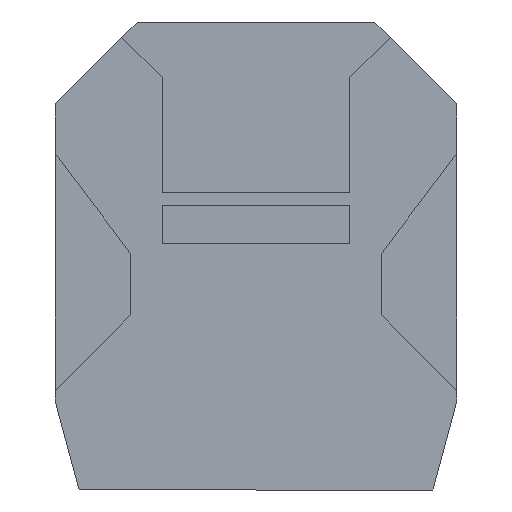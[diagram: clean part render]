
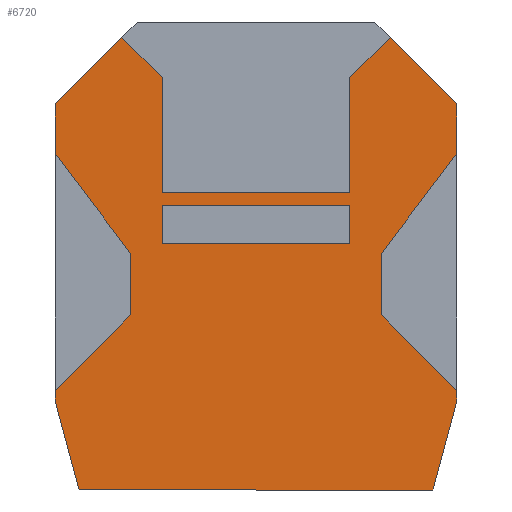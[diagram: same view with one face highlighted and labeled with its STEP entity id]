
A CAD part, left-side view. The second image highlights one B-rep face of the part: STEP entity #6720.
In plain terms, the highlighted face is planar.
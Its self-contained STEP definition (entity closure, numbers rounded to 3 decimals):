
#890=CARTESIAN_POINT('',(8.5,14.6,0.));
#900=VERTEX_POINT('',#890);
#930=CARTESIAN_POINT('',(4.623,0.129,0.));
#940=DIRECTION('',(-0.259,-0.966,0.));
#950=VECTOR('',#940,1.);
#960=LINE('',#930,#950);
#970=CARTESIAN_POINT('',(5.419,3.1,0.));
#980=VERTEX_POINT('',#970);
#990=EDGE_CURVE('',#900,#980,#960,.T.);
#1270=CARTESIAN_POINT('',(-5.35,40.,0.));
#1280=VERTEX_POINT('',#1270);
#1450=CARTESIAN_POINT('',(-5.35,35.,0.));
#1460=VERTEX_POINT('',#1450);
#1490=CARTESIAN_POINT('',(-5.35,0.129,0.));
#1500=DIRECTION('',(0.,-1.,0.));
#1510=VECTOR('',#1500,1.);
#1520=LINE('',#1490,#1510);
#1530=EDGE_CURVE('',#1280,#1460,#1520,.T.);
#1710=CARTESIAN_POINT('',(-46.529,3.1,0.));
#1720=DIRECTION('',(-1.,0.,0.));
#1730=VECTOR('',#1720,1.);
#1740=LINE('',#1710,#1730);
#1750=CARTESIAN_POINT('',(-40.419,3.1,0.));
#1760=VERTEX_POINT('',#1750);
#1770=EDGE_CURVE('',#980,#1760,#1740,.T.);
#2050=CARTESIAN_POINT('',(-29.65,35.,0.));
#2060=VERTEX_POINT('',#2050);
#2230=CARTESIAN_POINT('',(-29.65,40.,0.));
#2240=VERTEX_POINT('',#2230);
#2270=CARTESIAN_POINT('',(-29.65,0.129,0.));
#2280=DIRECTION('',(0.,1.,0.));
#2290=VECTOR('',#2280,1.);
#2300=LINE('',#2270,#2290);
#2310=EDGE_CURVE('',#2060,#2240,#2300,.T.);
#2490=CARTESIAN_POINT('',(-39.623,0.129,0.));
#2500=DIRECTION('',(-0.259,0.966,0.));
#2510=VECTOR('',#2500,1.);
#2520=LINE('',#2490,#2510);
#2530=CARTESIAN_POINT('',(-43.5,14.6,0.));
#2540=VERTEX_POINT('',#2530);
#2550=EDGE_CURVE('',#1760,#2540,#2520,.T.);
#2800=CARTESIAN_POINT('',(-43.5,0.129,0.));
#2810=DIRECTION('',(0.,1.,0.));
#2820=VECTOR('',#2810,1.);
#2830=LINE('',#2800,#2820);
#2840=CARTESIAN_POINT('',(-43.5,16.014,0.));
#2850=VERTEX_POINT('',#2840);
#2860=EDGE_CURVE('',#2540,#2850,#2830,.T.);
#3080=CARTESIAN_POINT('',(-43.5,46.686,0.));
#3090=VERTEX_POINT('',#3080);
#3120=CARTESIAN_POINT('',(-43.5,53.1,0.));
#3130=VERTEX_POINT('',#3120);
#3140=EDGE_CURVE('',#3090,#3130,#2830,.T.);
#3480=CARTESIAN_POINT('',(-46.529,50.071,0.));
#3490=DIRECTION('',(0.707,0.707,0.));
#3500=VECTOR('',#3490,1.);
#3510=LINE('',#3480,#3500);
#3520=CARTESIAN_POINT('',(-34.873,61.727,0.));
#3530=VERTEX_POINT('',#3520);
#3540=EDGE_CURVE('',#3130,#3530,#3510,.T.);
#3930=CARTESIAN_POINT('',(-46.529,35.,0.));
#3940=DIRECTION('',(-1.,0.,0.));
#3950=VECTOR('',#3940,1.);
#3960=LINE('',#3930,#3950);
#3970=EDGE_CURVE('',#1460,#2060,#3960,.T.);
#4530=CARTESIAN_POINT('',(-46.529,40.,0.));
#4540=DIRECTION('',(1.,0.,0.));
#4550=VECTOR('',#4540,1.);
#4560=LINE('',#4530,#4550);
#4570=EDGE_CURVE('',#2240,#1280,#4560,.T.);
#4870=CARTESIAN_POINT('',(-0.127,61.727,0.));
#4880=VERTEX_POINT('',#4870);
#4910=CARTESIAN_POINT('',(-46.529,108.129,0.));
#4920=DIRECTION('',(0.707,-0.707,0.));
#4930=VECTOR('',#4920,1.);
#4940=LINE('',#4910,#4930);
#4950=CARTESIAN_POINT('',(8.5,53.1,0.));
#4960=VERTEX_POINT('',#4950);
#4970=EDGE_CURVE('',#4880,#4960,#4940,.T.);
#5240=CARTESIAN_POINT('',(8.5,0.129,0.));
#5250=DIRECTION('',(0.,-1.,0.));
#5260=VECTOR('',#5250,1.);
#5270=LINE('',#5240,#5260);
#5280=CARTESIAN_POINT('',(8.5,46.686,0.));
#5290=VERTEX_POINT('',#5280);
#5300=EDGE_CURVE('',#4960,#5290,#5270,.T.);
#5520=CARTESIAN_POINT('',(8.5,16.014,0.));
#5530=VERTEX_POINT('',#5520);
#5560=EDGE_CURVE('',#5530,#900,#5270,.T.);
#5680=CARTESIAN_POINT('',(-46.529,0.129,0.));
#5690=DIRECTION('',(0.,0.,1.));
#5700=DIRECTION('',(1.,0.,0.));
#5710=AXIS2_PLACEMENT_3D('',#5680,#5690,#5700);
#5720=PLANE('',#5710);
#5730=ORIENTED_EDGE('',*,*,#3970,.F.);
#5740=ORIENTED_EDGE('',*,*,#2310,.F.);
#5750=ORIENTED_EDGE('',*,*,#4570,.F.);
#5760=ORIENTED_EDGE('',*,*,#1530,.F.);
#5770=EDGE_LOOP('',(#5760,#5750,#5740,#5730));
#5780=FACE_BOUND('',#5770,.T.);
#5790=CARTESIAN_POINT('',(-8.417,0.129,0.));
#5800=DIRECTION('',(0.602,-0.799,0.));
#5810=VECTOR('',#5800,1.);
#5820=LINE('',#5790,#5810);
#5830=CARTESIAN_POINT('',(-33.75,33.747,0.));
#5840=VERTEX_POINT('',#5830);
#5850=EDGE_CURVE('',#3090,#5840,#5820,.T.);
#5860=ORIENTED_EDGE('',*,*,#5850,.F.);
#5870=CARTESIAN_POINT('',(-33.75,0.129,0.));
#5880=DIRECTION('',(0.,-1.,0.));
#5890=VECTOR('',#5880,1.);
#5900=LINE('',#5870,#5890);
#5910=CARTESIAN_POINT('',(-33.75,25.764,0.));
#5920=VERTEX_POINT('',#5910);
#5930=EDGE_CURVE('',#5840,#5920,#5900,.T.);
#5940=ORIENTED_EDGE('',*,*,#5930,.F.);
#5950=CARTESIAN_POINT('',(-59.385,0.129,0.));
#5960=DIRECTION('',(-0.707,-0.707,0.));
#5970=VECTOR('',#5960,1.);
#5980=LINE('',#5950,#5970);
#5990=EDGE_CURVE('',#5920,#2850,#5980,.T.);
#6000=ORIENTED_EDGE('',*,*,#5990,.F.);
#6010=ORIENTED_EDGE('',*,*,#2860,.T.);
#6020=ORIENTED_EDGE('',*,*,#2550,.T.);
#6030=ORIENTED_EDGE('',*,*,#1770,.T.);
#6040=ORIENTED_EDGE('',*,*,#990,.T.);
#6050=ORIENTED_EDGE('',*,*,#5560,.T.);
#6060=CARTESIAN_POINT('',(-46.529,71.043,0.));
#6070=DIRECTION('',(-0.707,0.707,0.));
#6080=VECTOR('',#6070,1.);
#6090=LINE('',#6060,#6080);
#6100=CARTESIAN_POINT('',(-1.25,25.764,0.));
#6110=VERTEX_POINT('',#6100);
#6120=EDGE_CURVE('',#5530,#6110,#6090,.T.);
#6130=ORIENTED_EDGE('',*,*,#6120,.F.);
#6140=CARTESIAN_POINT('',(-1.25,0.129,0.));
#6150=DIRECTION('',(0.,1.,0.));
#6160=VECTOR('',#6150,1.);
#6170=LINE('',#6140,#6160);
#6180=CARTESIAN_POINT('',(-1.25,33.747,0.));
#6190=VERTEX_POINT('',#6180);
#6200=EDGE_CURVE('',#6110,#6190,#6170,.T.);
#6210=ORIENTED_EDGE('',*,*,#6200,.F.);
#6220=CARTESIAN_POINT('',(-26.583,0.129,0.));
#6230=DIRECTION('',(0.602,0.799,0.));
#6240=VECTOR('',#6230,1.);
#6250=LINE('',#6220,#6240);
#6260=EDGE_CURVE('',#6190,#5290,#6250,.T.);
#6270=ORIENTED_EDGE('',*,*,#6260,.F.);
#6280=ORIENTED_EDGE('',*,*,#5300,.T.);
#6290=ORIENTED_EDGE('',*,*,#4970,.T.);
#6300=CARTESIAN_POINT('',(-61.724,0.129,0.));
#6310=DIRECTION('',(-0.707,-0.707,0.));
#6320=VECTOR('',#6310,1.);
#6330=LINE('',#6300,#6320);
#6340=CARTESIAN_POINT('',(-5.35,56.503,0.));
#6350=VERTEX_POINT('',#6340);
#6360=EDGE_CURVE('',#4880,#6350,#6330,.T.);
#6370=ORIENTED_EDGE('',*,*,#6360,.F.);
#6380=CARTESIAN_POINT('',(-5.35,0.129,0.));
#6390=DIRECTION('',(0.,-1.,0.));
#6400=VECTOR('',#6390,1.);
#6410=LINE('',#6380,#6400);
#6420=CARTESIAN_POINT('',(-5.35,41.6,0.));
#6430=VERTEX_POINT('',#6420);
#6440=EDGE_CURVE('',#6350,#6430,#6410,.T.);
#6450=ORIENTED_EDGE('',*,*,#6440,.F.);
#6460=CARTESIAN_POINT('',(-46.529,41.6,0.));
#6470=DIRECTION('',(-1.,0.,0.));
#6480=VECTOR('',#6470,1.);
#6490=LINE('',#6460,#6480);
#6500=CARTESIAN_POINT('',(-29.65,41.6,0.));
#6510=VERTEX_POINT('',#6500);
#6520=EDGE_CURVE('',#6430,#6510,#6490,.T.);
#6530=ORIENTED_EDGE('',*,*,#6520,.F.);
#6540=CARTESIAN_POINT('',(-29.65,0.129,0.));
#6550=DIRECTION('',(0.,1.,0.));
#6560=VECTOR('',#6550,1.);
#6570=LINE('',#6540,#6560);
#6580=CARTESIAN_POINT('',(-29.65,56.503,0.));
#6590=VERTEX_POINT('',#6580);
#6600=EDGE_CURVE('',#6510,#6590,#6570,.T.);
#6610=ORIENTED_EDGE('',*,*,#6600,.F.);
#6620=CARTESIAN_POINT('',(26.724,0.129,0.));
#6630=DIRECTION('',(-0.707,0.707,0.));
#6640=VECTOR('',#6630,1.);
#6650=LINE('',#6620,#6640);
#6660=EDGE_CURVE('',#6590,#3530,#6650,.T.);
#6670=ORIENTED_EDGE('',*,*,#6660,.F.);
#6680=ORIENTED_EDGE('',*,*,#3540,.T.);
#6690=ORIENTED_EDGE('',*,*,#3140,.T.);
#6700=EDGE_LOOP('',(#6690,#6680,#6670,#6610,#6530,#6450,#6370,#6290,
#6280,#6270,#6210,#6130,#6050,#6040,#6030,#6020,#6010,#6000,#5940,#5860)
);
#6710=FACE_OUTER_BOUND('',#6700,.T.);
#6720=ADVANCED_FACE('',(#5780,#6710),#5720,.F.);
